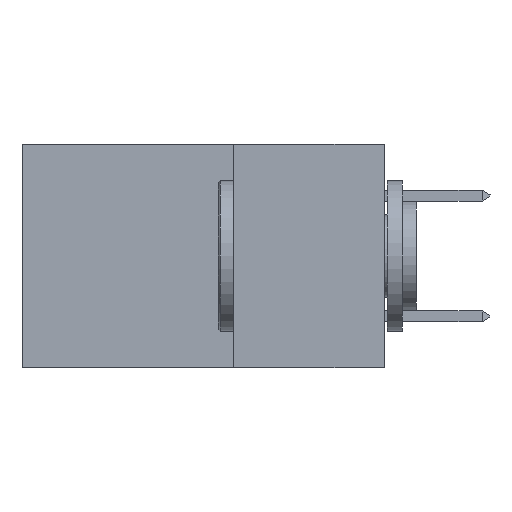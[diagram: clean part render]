
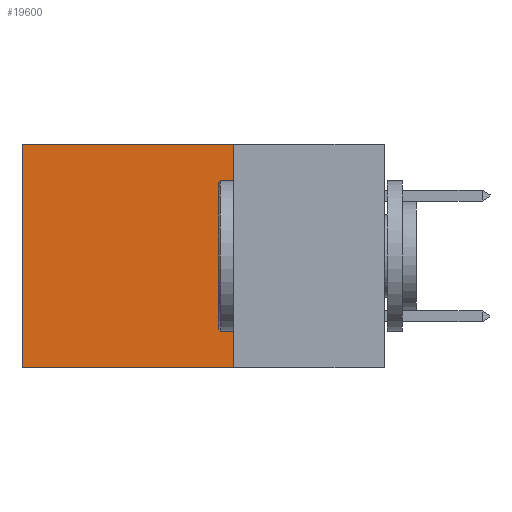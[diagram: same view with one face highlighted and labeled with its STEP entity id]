
A CAD part, left-side view. The second image highlights one B-rep face of the part: STEP entity #19600.
In plain terms, the highlighted planar face has unit normal (-1, 0, 0).
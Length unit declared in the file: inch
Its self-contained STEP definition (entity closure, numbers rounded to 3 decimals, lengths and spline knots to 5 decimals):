
#158 = LINE ( 'NONE', #25210, #37653 ) ;
#166 = EDGE_CURVE ( 'NONE', #27157, #23911, #15334, .T. ) ;
#170 = ORIENTED_EDGE ( 'NONE', *, *, #23092, .T. ) ;
#1207 = DIRECTION ( 'NONE',  ( 0., 1., 0. ) ) ;
#2548 = ORIENTED_EDGE ( 'NONE', *, *, #3019, .F. ) ;
#3019 = EDGE_CURVE ( 'NONE', #31621, #27157, #32565, .T. ) ;
#3277 = EDGE_LOOP ( 'NONE', ( #26688, #37999, #2548, #170 ) ) ;
#10285 = CARTESIAN_POINT ( 'NONE',  ( 0.2875, 0.25, 0. ) ) ;
#10420 = DIRECTION ( 'NONE',  ( 0., 0., -1. ) ) ;
#11477 = VERTEX_POINT ( 'NONE', #20130 ) ;
#11952 = EDGE_CURVE ( 'NONE', #11477, #23911, #158, .T. ) ;
#13727 = DIRECTION ( 'NONE',  ( 1., 0., 0. ) ) ;
#15334 = LINE ( 'NONE', #18018, #30886 ) ;
#17975 = DIRECTION ( 'NONE',  ( 0., 1., 0. ) ) ;
#18018 = CARTESIAN_POINT ( 'NONE',  ( 0.2875, 0.25, -0.37 ) ) ;
#19600 = ADVANCED_FACE ( 'NONE', ( #28154 ), #25487, .F. ) ;
#20130 = CARTESIAN_POINT ( 'NONE',  ( 0.2875, 0.6, 0. ) ) ;
#23092 = EDGE_CURVE ( 'NONE', #31621, #11477, #23845, .T. ) ;
#23618 = CARTESIAN_POINT ( 'NONE',  ( 0.2875, 0.25, 0. ) ) ;
#23845 = LINE ( 'NONE', #10285, #30600 ) ;
#23911 = VERTEX_POINT ( 'NONE', #25782 ) ;
#23962 = VECTOR ( 'NONE', #25169, 39.37008 ) ;
#25169 = DIRECTION ( 'NONE',  ( 0., 0., -1. ) ) ;
#25210 = CARTESIAN_POINT ( 'NONE',  ( 0.2875, 0.6, 0. ) ) ;
#25237 = CARTESIAN_POINT ( 'NONE',  ( 0.2875, 0.25, 0. ) ) ;
#25487 = PLANE ( 'NONE',  #26904 ) ;
#25782 = CARTESIAN_POINT ( 'NONE',  ( 0.2875, 0.6, -0.37 ) ) ;
#26688 = ORIENTED_EDGE ( 'NONE', *, *, #11952, .T. ) ;
#26904 = AXIS2_PLACEMENT_3D ( 'NONE', #31301, #13727, #34239 ) ;
#27157 = VERTEX_POINT ( 'NONE', #37344 ) ;
#28154 = FACE_OUTER_BOUND ( 'NONE', #3277, .T. ) ;
#30600 = VECTOR ( 'NONE', #1207, 39.37008 ) ;
#30886 = VECTOR ( 'NONE', #17975, 39.37008 ) ;
#31301 = CARTESIAN_POINT ( 'NONE',  ( 0.2875, 0.25, 0. ) ) ;
#31621 = VERTEX_POINT ( 'NONE', #23618 ) ;
#32565 = LINE ( 'NONE', #25237, #23962 ) ;
#34239 = DIRECTION ( 'NONE',  ( 0., 0., -1. ) ) ;
#37344 = CARTESIAN_POINT ( 'NONE',  ( 0.2875, 0.25, -0.37 ) ) ;
#37653 = VECTOR ( 'NONE', #10420, 39.37008 ) ;
#37999 = ORIENTED_EDGE ( 'NONE', *, *, #166, .F. ) ;
